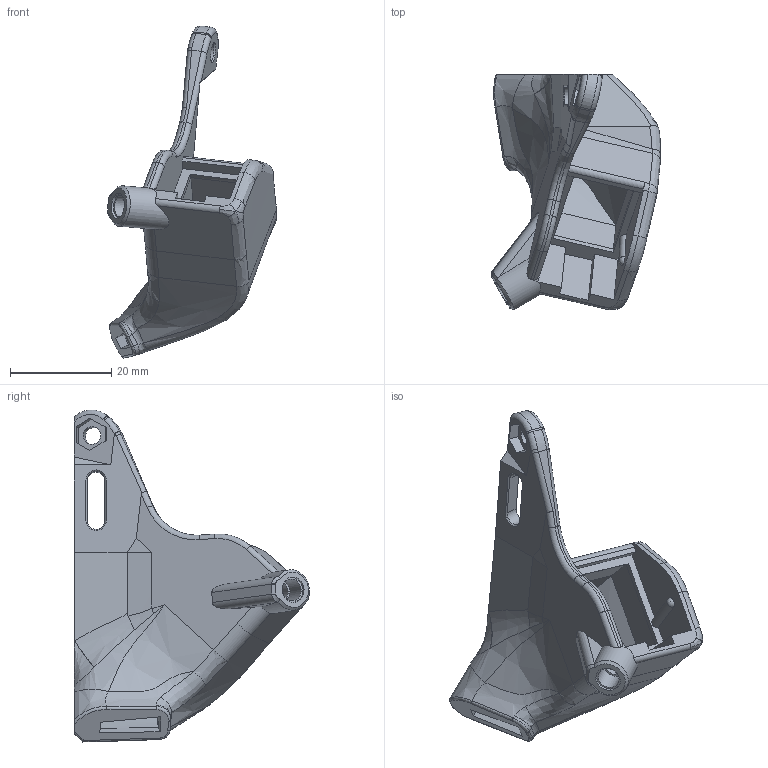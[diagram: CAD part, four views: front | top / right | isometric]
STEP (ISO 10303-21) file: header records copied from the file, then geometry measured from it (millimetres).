
FILE_DESCRIPTION(/* description */ (''),/* implementation_level */ '2;1');
FILE_NAME(/* name */ '5010 Volcano ducts_5015 RH 8mm v1.step',/* time_stamp */ '2023-09-29T14:41:33+01:00',/* author */ (''),/* organization */ (''),/* preprocessor_version */ 'ST-DEVELOPER v20',/* originating_system */ 'Autodesk Translation Framework v12.14.0.127',/* authorisation */ '');
FILE_SCHEMA (('AUTOMOTIVE_DESIGN { 1 0 10303 214 3 1 1 }'));
Length unit declared in the file: millimetre
Products named in the file (1): 5010 Volcano ducts_5015 RH 8mm (2)
Bounding box: 33.4 x 46.42 x 65.55 mm (x, y, z)
Volume: 14281.5 mm3; surface area: 8182.4 mm2
Topology: 1 solids, 1 shells, 173 faces, 438 edges, 269 vertices
Faces by surface type: plane 69, bspline 58, cylinder 31, torus 8, cone 6, sphere 1
Full cylindrical faces by diameter (mm): 3.5 x2, 4.25 x1, 5 x1
Entity records: 7586 total; most frequent: CARTESIAN_POINT 3764, ORIENTED_EDGE 872, DIRECTION 639, EDGE_CURVE 436, VERTEX_POINT 269, AXIS2_PLACEMENT_3D 225, LINE 189, VECTOR 189
